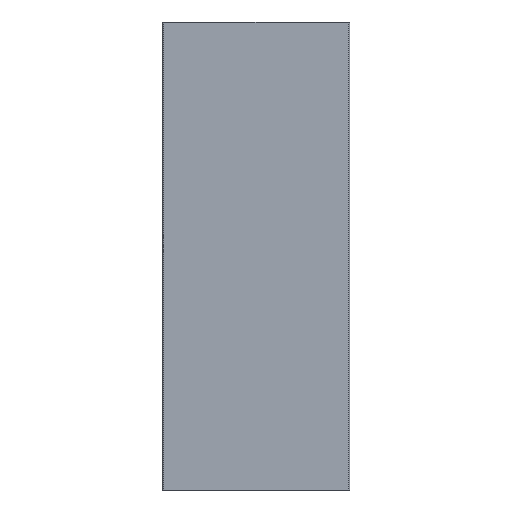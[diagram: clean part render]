
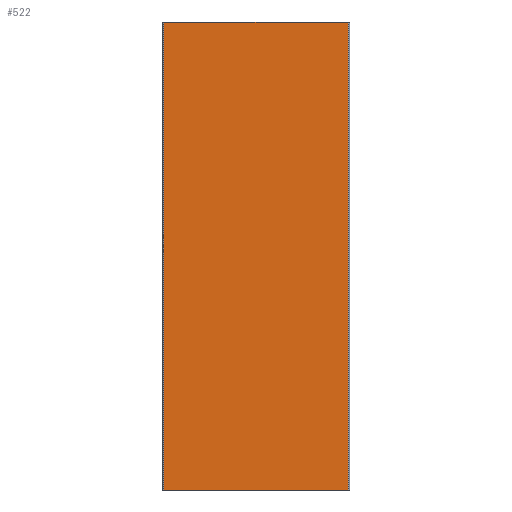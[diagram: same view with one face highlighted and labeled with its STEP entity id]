
A CAD part, front view. The second image highlights one B-rep face of the part: STEP entity #522.
In plain terms, the highlighted planar face has unit normal (0, -1, 0).
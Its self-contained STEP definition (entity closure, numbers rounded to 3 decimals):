
#336 = ORIENTED_EDGE ( 'NONE', *, *, #6834, .T. ) ;
#388 = CARTESIAN_POINT ( 'NONE',  ( 7742.374, 3885.628, 100. ) ) ;
#492 = VECTOR ( 'NONE', #4468, 1000. ) ;
#522 = ADVANCED_FACE ( 'NONE', ( #7158 ), #3061, .F. ) ;
#1175 = EDGE_LOOP ( 'NONE', ( #1440, #3296, #1835, #336 ) ) ;
#1440 = ORIENTED_EDGE ( 'NONE', *, *, #6515, .F. ) ;
#1695 = VERTEX_POINT ( 'NONE', #7670 ) ;
#1762 = CARTESIAN_POINT ( 'NONE',  ( 7742.374, 3885.628, 0. ) ) ;
#1835 = ORIENTED_EDGE ( 'NONE', *, *, #6506, .F. ) ;
#2036 = VERTEX_POINT ( 'NONE', #1762 ) ;
#2390 = LINE ( 'NONE', #388, #6847 ) ;
#3029 = DIRECTION ( 'NONE',  ( -1., 0., 0. ) ) ;
#3043 = DIRECTION ( 'NONE',  ( 0., 1., 0. ) ) ;
#3061 = PLANE ( 'NONE',  #4764 ) ;
#3068 = CARTESIAN_POINT ( 'NONE',  ( 7722.674, 3885.628, 100. ) ) ;
#3296 = ORIENTED_EDGE ( 'NONE', *, *, #6833, .F. ) ;
#3538 = CARTESIAN_POINT ( 'NONE',  ( 7702.974, 3885.628, 100. ) ) ;
#3802 = VECTOR ( 'NONE', #6740, 1000. ) ;
#3880 = CARTESIAN_POINT ( 'NONE',  ( 7731.574, 3885.628, 0. ) ) ;
#3969 = VECTOR ( 'NONE', #4053, 1000. ) ;
#3971 = LINE ( 'NONE', #4440, #3802 ) ;
#4053 = DIRECTION ( 'NONE',  ( 0., 0., 1. ) ) ;
#4145 = LINE ( 'NONE', #5762, #3969 ) ;
#4440 = CARTESIAN_POINT ( 'NONE',  ( 7731.574, 3885.628, 100. ) ) ;
#4468 = DIRECTION ( 'NONE',  ( 1., 0., 0. ) ) ;
#4764 = AXIS2_PLACEMENT_3D ( 'NONE', #3068, #3043, #3029 ) ;
#4781 = CARTESIAN_POINT ( 'NONE',  ( 7742.374, 3885.628, 100. ) ) ;
#5187 = VERTEX_POINT ( 'NONE', #3538 ) ;
#5330 = LINE ( 'NONE', #3880, #492 ) ;
#5762 = CARTESIAN_POINT ( 'NONE',  ( 7702.974, 3885.628, 100. ) ) ;
#5839 = VERTEX_POINT ( 'NONE', #4781 ) ;
#6506 = EDGE_CURVE ( 'NONE', #1695, #5187, #4145, .T. ) ;
#6515 = EDGE_CURVE ( 'NONE', #5839, #2036, #2390, .T. ) ;
#6740 = DIRECTION ( 'NONE',  ( 1., 0., 0. ) ) ;
#6833 = EDGE_CURVE ( 'NONE', #5187, #5839, #3971, .T. ) ;
#6834 = EDGE_CURVE ( 'NONE', #1695, #2036, #5330, .T. ) ;
#6847 = VECTOR ( 'NONE', #7650, 1000. ) ;
#7158 = FACE_OUTER_BOUND ( 'NONE', #1175, .T. ) ;
#7650 = DIRECTION ( 'NONE',  ( 0., 0., -1. ) ) ;
#7670 = CARTESIAN_POINT ( 'NONE',  ( 7702.974, 3885.628, 0. ) ) ;
